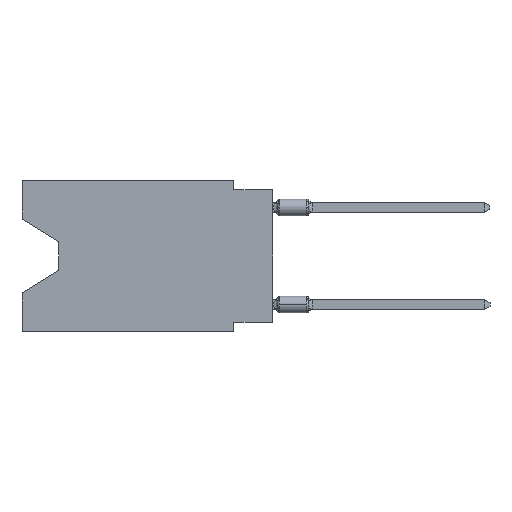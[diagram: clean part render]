
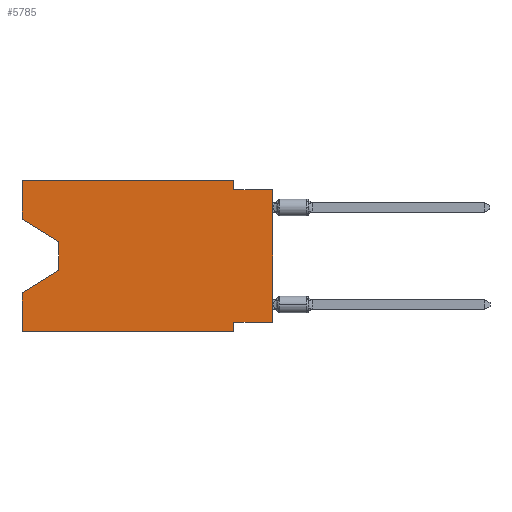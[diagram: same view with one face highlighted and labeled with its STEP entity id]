
A CAD part, left-side view. The second image highlights one B-rep face of the part: STEP entity #5785.
In plain terms, the highlighted planar face has unit normal (-1, 0, 0).
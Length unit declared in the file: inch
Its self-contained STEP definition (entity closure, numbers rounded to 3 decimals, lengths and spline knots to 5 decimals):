
#130 = CARTESIAN_POINT ( 'NONE',  ( 0., 0.55, -0.158 ) ) ;
#370 = CARTESIAN_POINT ( 'NONE',  ( 0., 0.645, 0. ) ) ;
#629 = DIRECTION ( 'NONE',  ( 1., 0., 0. ) ) ;
#679 = CARTESIAN_POINT ( 'NONE',  ( 0., 0.1, -0.39 ) ) ;
#883 = VERTEX_POINT ( 'NONE', #2571 ) ;
#914 = VERTEX_POINT ( 'NONE', #8756 ) ;
#1076 = CARTESIAN_POINT ( 'NONE',  ( 0., 0.645, 0. ) ) ;
#1302 = VECTOR ( 'NONE', #10436, 39.37008 ) ;
#1717 = ORIENTED_EDGE ( 'NONE', *, *, #12770, .F. ) ;
#1873 = LINE ( 'NONE', #11560, #7974 ) ;
#2057 = CARTESIAN_POINT ( 'NONE',  ( 0., 0.55, -0.158 ) ) ;
#2095 = CARTESIAN_POINT ( 'NONE',  ( 0., 0.55, -0.232 ) ) ;
#2271 = DIRECTION ( 'NONE',  ( 0., 0., 1. ) ) ;
#2571 = CARTESIAN_POINT ( 'NONE',  ( 0., 0.1, 0. ) ) ;
#2915 = ORIENTED_EDGE ( 'NONE', *, *, #5604, .F. ) ;
#3240 = LINE ( 'NONE', #5720, #9775 ) ;
#3241 = VECTOR ( 'NONE', #5239, 39.37008 ) ;
#3631 = VECTOR ( 'NONE', #14661, 39.37008 ) ;
#3709 = ORIENTED_EDGE ( 'NONE', *, *, #13331, .T. ) ;
#3821 = DIRECTION ( 'NONE',  ( 0., -1., 0. ) ) ;
#4232 = CARTESIAN_POINT ( 'NONE',  ( 0., 0.645, 0. ) ) ;
#4276 = CARTESIAN_POINT ( 'NONE',  ( 0., 0.645, -0.28975 ) ) ;
#4900 = CARTESIAN_POINT ( 'NONE',  ( 0., 0.1, 0. ) ) ;
#4952 = CARTESIAN_POINT ( 'NONE',  ( 0., 0., -0.365 ) ) ;
#5110 = DIRECTION ( 'NONE',  ( 0., -1., 0. ) ) ;
#5151 = EDGE_CURVE ( 'NONE', #8993, #8309, #1873, .T. ) ;
#5239 = DIRECTION ( 'NONE',  ( 0., -0.855, -0.519 ) ) ;
#5250 = EDGE_CURVE ( 'NONE', #14010, #5793, #12768, .T. ) ;
#5347 = CARTESIAN_POINT ( 'NONE',  ( 0., 0., -0.025 ) ) ;
#5507 = DIRECTION ( 'NONE',  ( 0., 0., -1. ) ) ;
#5604 = EDGE_CURVE ( 'NONE', #12926, #8309, #8878, .T. ) ;
#5720 = CARTESIAN_POINT ( 'NONE',  ( 0., 0.645, -0.39 ) ) ;
#5785 = ADVANCED_FACE ( 'NONE', ( #6700 ), #15172, .F. ) ;
#5793 = VERTEX_POINT ( 'NONE', #14150 ) ;
#5930 = VECTOR ( 'NONE', #3821, 39.37008 ) ;
#6119 = EDGE_CURVE ( 'NONE', #10269, #5793, #3240, .T. ) ;
#6313 = LINE ( 'NONE', #11191, #13573 ) ;
#6427 = ORIENTED_EDGE ( 'NONE', *, *, #5250, .F. ) ;
#6515 = EDGE_CURVE ( 'NONE', #10269, #10875, #14190, .T. ) ;
#6582 = CARTESIAN_POINT ( 'NONE',  ( 0., 0.645, 0. ) ) ;
#6700 = FACE_OUTER_BOUND ( 'NONE', #14185, .T. ) ;
#6972 = DIRECTION ( 'NONE',  ( 0., 0.855, -0.519 ) ) ;
#6973 = LINE ( 'NONE', #4900, #3631 ) ;
#7411 = EDGE_CURVE ( 'NONE', #914, #13002, #12123, .T. ) ;
#7445 = ORIENTED_EDGE ( 'NONE', *, *, #10632, .T. ) ;
#7750 = EDGE_CURVE ( 'NONE', #883, #12926, #6973, .T. ) ;
#7974 = VECTOR ( 'NONE', #15064, 39.37008 ) ;
#8192 = LINE ( 'NONE', #2095, #9325 ) ;
#8309 = VERTEX_POINT ( 'NONE', #5347 ) ;
#8740 = VECTOR ( 'NONE', #15052, 39.37008 ) ;
#8756 = CARTESIAN_POINT ( 'NONE',  ( 0., 0.645, -0.10025 ) ) ;
#8855 = LINE ( 'NONE', #14832, #3241 ) ;
#8878 = LINE ( 'NONE', #8956, #5930 ) ;
#8951 = ORIENTED_EDGE ( 'NONE', *, *, #14118, .F. ) ;
#8956 = CARTESIAN_POINT ( 'NONE',  ( 0., 0., -0.025 ) ) ;
#8993 = VERTEX_POINT ( 'NONE', #10913 ) ;
#9325 = VECTOR ( 'NONE', #6972, 39.37008 ) ;
#9759 = CARTESIAN_POINT ( 'NONE',  ( 0., 0.1, -0.365 ) ) ;
#9775 = VECTOR ( 'NONE', #13971, 39.37008 ) ;
#9833 = DIRECTION ( 'NONE',  ( 0., 1., 0. ) ) ;
#9914 = EDGE_CURVE ( 'NONE', #10502, #10875, #8192, .T. ) ;
#10228 = CARTESIAN_POINT ( 'NONE',  ( 0., 0.55, -0.232 ) ) ;
#10263 = ORIENTED_EDGE ( 'NONE', *, *, #7411, .F. ) ;
#10269 = VERTEX_POINT ( 'NONE', #10813 ) ;
#10317 = VECTOR ( 'NONE', #11827, 39.37008 ) ;
#10436 = DIRECTION ( 'NONE',  ( 0., 0., -1. ) ) ;
#10502 = VERTEX_POINT ( 'NONE', #10228 ) ;
#10632 = EDGE_CURVE ( 'NONE', #12256, #10502, #15736, .T. ) ;
#10813 = CARTESIAN_POINT ( 'NONE',  ( 0., 0.645, -0.39 ) ) ;
#10875 = VERTEX_POINT ( 'NONE', #4276 ) ;
#10913 = CARTESIAN_POINT ( 'NONE',  ( 0., 0., -0.365 ) ) ;
#10923 = VECTOR ( 'NONE', #9833, 39.37008 ) ;
#11030 = LINE ( 'NONE', #4952, #10923 ) ;
#11191 = CARTESIAN_POINT ( 'NONE',  ( 0., 0.645, 0. ) ) ;
#11560 = CARTESIAN_POINT ( 'NONE',  ( 0., 0., 0. ) ) ;
#11647 = ORIENTED_EDGE ( 'NONE', *, *, #7750, .F. ) ;
#11775 = ORIENTED_EDGE ( 'NONE', *, *, #6515, .F. ) ;
#11827 = DIRECTION ( 'NONE',  ( 0., 0., -1. ) ) ;
#12123 = LINE ( 'NONE', #1076, #13597 ) ;
#12256 = VERTEX_POINT ( 'NONE', #130 ) ;
#12306 = AXIS2_PLACEMENT_3D ( 'NONE', #4232, #629, #5507 ) ;
#12533 = CARTESIAN_POINT ( 'NONE',  ( 0., 0.1, -0.025 ) ) ;
#12768 = LINE ( 'NONE', #679, #1302 ) ;
#12770 = EDGE_CURVE ( 'NONE', #13002, #883, #6313, .T. ) ;
#12926 = VERTEX_POINT ( 'NONE', #12533 ) ;
#13002 = VERTEX_POINT ( 'NONE', #370 ) ;
#13109 = ORIENTED_EDGE ( 'NONE', *, *, #5151, .T. ) ;
#13331 = EDGE_CURVE ( 'NONE', #914, #12256, #8855, .T. ) ;
#13573 = VECTOR ( 'NONE', #5110, 39.37008 ) ;
#13597 = VECTOR ( 'NONE', #2271, 39.37008 ) ;
#13971 = DIRECTION ( 'NONE',  ( 0., -1., 0. ) ) ;
#14010 = VERTEX_POINT ( 'NONE', #9759 ) ;
#14118 = EDGE_CURVE ( 'NONE', #8993, #14010, #11030, .T. ) ;
#14150 = CARTESIAN_POINT ( 'NONE',  ( 0., 0.1, -0.39 ) ) ;
#14185 = EDGE_LOOP ( 'NONE', ( #3709, #7445, #14273, #11775, #15098, #6427, #8951, #13109, #2915, #11647, #1717, #10263 ) ) ;
#14190 = LINE ( 'NONE', #6582, #8740 ) ;
#14273 = ORIENTED_EDGE ( 'NONE', *, *, #9914, .T. ) ;
#14661 = DIRECTION ( 'NONE',  ( 0., 0., -1. ) ) ;
#14832 = CARTESIAN_POINT ( 'NONE',  ( 0., 0.645, -0.10025 ) ) ;
#15052 = DIRECTION ( 'NONE',  ( 0., 0., 1. ) ) ;
#15064 = DIRECTION ( 'NONE',  ( 0., 0., 1. ) ) ;
#15098 = ORIENTED_EDGE ( 'NONE', *, *, #6119, .T. ) ;
#15172 = PLANE ( 'NONE',  #12306 ) ;
#15736 = LINE ( 'NONE', #2057, #10317 ) ;
